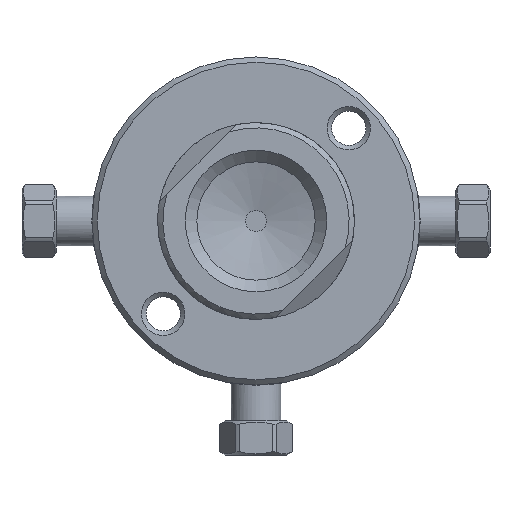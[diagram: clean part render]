
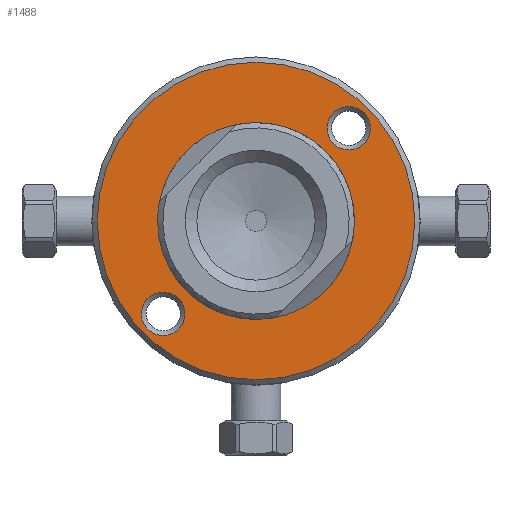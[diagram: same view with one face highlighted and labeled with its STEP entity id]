
A CAD part, left-side view. The second image highlights one B-rep face of the part: STEP entity #1488.
In plain terms, the highlighted planar face has unit normal (-1, 0, 0).
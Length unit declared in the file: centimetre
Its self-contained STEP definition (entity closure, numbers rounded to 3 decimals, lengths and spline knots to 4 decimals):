
#216=FACE_BOUND('',#524,.T.);
#217=FACE_BOUND('',#525,.T.);
#218=FACE_BOUND('',#526,.T.);
#401=FACE_OUTER_BOUND('',#523,.T.);
#523=EDGE_LOOP('',(#1148));
#524=EDGE_LOOP('',(#1149));
#525=EDGE_LOOP('',(#1150));
#526=EDGE_LOOP('',(#1151));
#625=CIRCLE('',#1593,0.9525);
#637=CIRCLE('',#1614,0.21);
#638=CIRCLE('',#1616,0.21);
#642=CIRCLE('',#1625,1.5367);
#736=VERTEX_POINT('',#2420);
#745=VERTEX_POINT('',#2450);
#746=VERTEX_POINT('',#2453);
#750=VERTEX_POINT('',#2466);
#889=EDGE_CURVE('',#736,#736,#625,.T.);
#901=EDGE_CURVE('',#745,#745,#637,.T.);
#902=EDGE_CURVE('',#746,#746,#638,.T.);
#906=EDGE_CURVE('',#750,#750,#642,.T.);
#1148=ORIENTED_EDGE('',*,*,#906,.F.);
#1149=ORIENTED_EDGE('',*,*,#901,.T.);
#1150=ORIENTED_EDGE('',*,*,#902,.T.);
#1151=ORIENTED_EDGE('',*,*,#889,.T.);
#1425=PLANE('',#1626);
#1488=ADVANCED_FACE('',(#401,#216,#217,#218),#1425,.T.);
#1593=AXIS2_PLACEMENT_3D('',#2421,#1834,#1835);
#1614=AXIS2_PLACEMENT_3D('',#2451,#1876,#1877);
#1616=AXIS2_PLACEMENT_3D('',#2454,#1880,#1881);
#1625=AXIS2_PLACEMENT_3D('',#2467,#1898,#1899);
#1626=AXIS2_PLACEMENT_3D('',#2468,#1900,#1901);
#1834=DIRECTION('center_axis',(1.,0.,0.));
#1835=DIRECTION('ref_axis',(0.,1.,0.));
#1876=DIRECTION('center_axis',(1.,0.,0.));
#1877=DIRECTION('ref_axis',(0.,0.,1.));
#1880=DIRECTION('center_axis',(1.,0.,0.));
#1881=DIRECTION('ref_axis',(0.,0.,1.));
#1898=DIRECTION('center_axis',(1.,0.,0.));
#1899=DIRECTION('ref_axis',(0.,-1.,0.));
#1900=DIRECTION('center_axis',(-1.,0.,0.));
#1901=DIRECTION('ref_axis',(0.,0.,1.));
#2420=CARTESIAN_POINT('',(0.8878,0.9786,-0.0731));
#2421=CARTESIAN_POINT('Origin',(0.8878,0.0261,-0.0731));
#2450=CARTESIAN_POINT('',(0.8878,0.9241,-0.7612));
#2451=CARTESIAN_POINT('Origin',(0.8878,0.9241,-0.9712));
#2453=CARTESIAN_POINT('',(0.8878,-0.8719,1.0349));
#2454=CARTESIAN_POINT('Origin',(0.8878,-0.8719,0.8249));
#2466=CARTESIAN_POINT('',(0.8878,1.5628,-0.0731));
#2467=CARTESIAN_POINT('Origin',(0.8878,0.0261,-0.0731));
#2468=CARTESIAN_POINT('Origin',(0.8878,1.2961,-0.0731));
